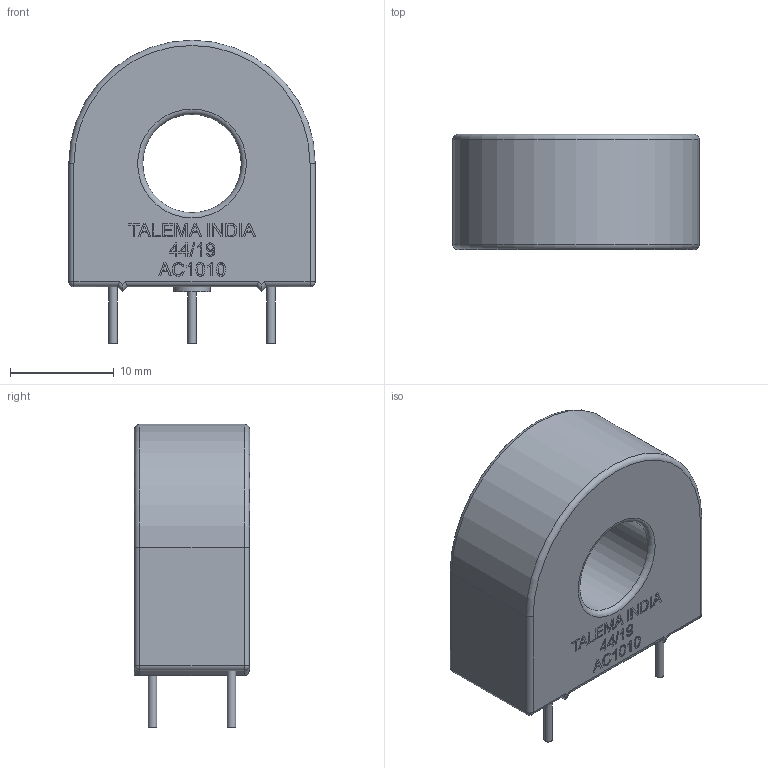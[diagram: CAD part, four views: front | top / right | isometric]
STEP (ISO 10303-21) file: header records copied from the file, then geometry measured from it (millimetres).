
FILE_DESCRIPTION(/* description */ (''),/* implementation_level */ '2;1');
FILE_NAME(/* name */ 'TALEMA - AC1010.step',/* time_stamp */ '2020-01-01T17:23:31+00:00',/* author */ (''),/* organization */ (''),/* preprocessor_version */ 'ST-DEVELOPER v18',/* originating_system */ 'Autodesk Translation Framework v8.12.0.6',/* authorisation */ '');
FILE_SCHEMA (('AUTOMOTIVE_DESIGN { 1 0 10303 214 3 1 1 }'));
Length unit declared in the file: millimetre
Products named in the file (1): TALEMA - AC1010
Bounding box: 23.8 x 11.12 x 29.3 mm (x, y, z)
Volume: 4839.9 mm3; surface area: 2150.1 mm2
Topology: 1 solids, 1 shells, 368 faces, 969 edges, 634 vertices
Faces by surface type: plane 204, bspline 129, cylinder 27, sphere 4, torus 4
Full cylindrical faces by diameter (mm): 0.813 x3, 3.5 x1, 9.5 x1
Entity records: 12541 total; most frequent: CARTESIAN_POINT 4213, ORIENTED_EDGE 1934, DIRECTION 1247, EDGE_CURVE 967, LINE 655, VECTOR 655, VERTEX_POINT 634, EDGE_LOOP 403
